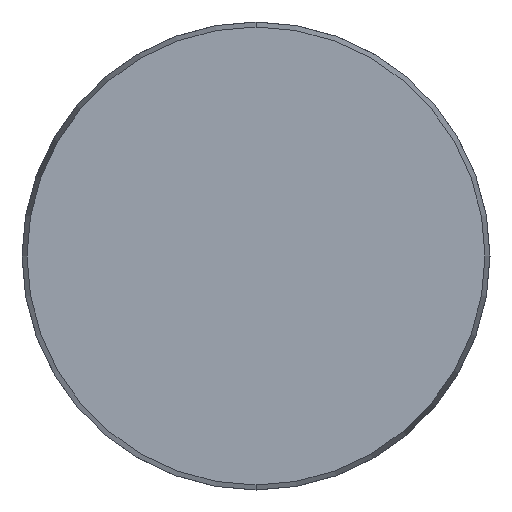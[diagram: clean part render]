
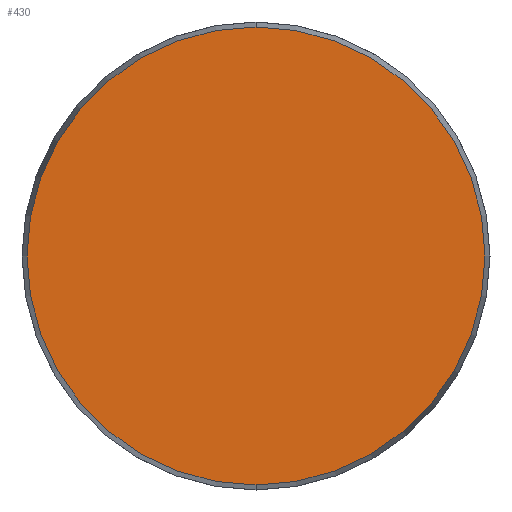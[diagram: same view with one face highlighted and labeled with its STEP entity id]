
A CAD part, front view. The second image highlights one B-rep face of the part: STEP entity #430.
In plain terms, the highlighted planar face has unit normal (0, -1, 0).
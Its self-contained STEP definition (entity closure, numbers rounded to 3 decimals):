
#75 = AXIS2_PLACEMENT_3D ( 'NONE', #1059, #619, #958 ) ;
#82 = CARTESIAN_POINT ( 'NONE',  ( 0., 0., 0. ) ) ;
#265 = VERTEX_POINT ( 'NONE', #992 ) ;
#304 = AXIS2_PLACEMENT_3D ( 'NONE', #82, #1104, #997 ) ;
#346 = EDGE_CURVE ( 'NONE', #265, #1055, #830, .T. ) ;
#430 = ADVANCED_FACE ( 'NONE', ( #482 ), #1046, .F. ) ;
#443 = ORIENTED_EDGE ( 'NONE', *, *, #1062, .T. ) ;
#472 = DIRECTION ( 'NONE',  ( 0., 1., 0. ) ) ;
#482 = FACE_OUTER_BOUND ( 'NONE', #1047, .T. ) ;
#619 = DIRECTION ( 'NONE',  ( 0., -1., 0. ) ) ;
#669 = DIRECTION ( 'NONE',  ( 0., 0., 1. ) ) ;
#830 = CIRCLE ( 'NONE', #304, 39.143 ) ;
#933 = AXIS2_PLACEMENT_3D ( 'NONE', #1110, #472, #669 ) ;
#958 = DIRECTION ( 'NONE',  ( 0., 0., -1. ) ) ;
#976 = ORIENTED_EDGE ( 'NONE', *, *, #346, .T. ) ;
#992 = CARTESIAN_POINT ( 'NONE',  ( 0., 0., 39.143 ) ) ;
#997 = DIRECTION ( 'NONE',  ( 0., 0., -1. ) ) ;
#1046 = PLANE ( 'NONE',  #933 ) ;
#1047 = EDGE_LOOP ( 'NONE', ( #976, #443 ) ) ;
#1052 = CARTESIAN_POINT ( 'NONE',  ( 0., 0., -39.143 ) ) ;
#1055 = VERTEX_POINT ( 'NONE', #1052 ) ;
#1059 = CARTESIAN_POINT ( 'NONE',  ( 0., 0., 0. ) ) ;
#1062 = EDGE_CURVE ( 'NONE', #1055, #265, #1111, .T. ) ;
#1104 = DIRECTION ( 'NONE',  ( 0., -1., 0. ) ) ;
#1110 = CARTESIAN_POINT ( 'NONE',  ( -39.143, 0., 0. ) ) ;
#1111 = CIRCLE ( 'NONE', #75, 39.143 ) ;
